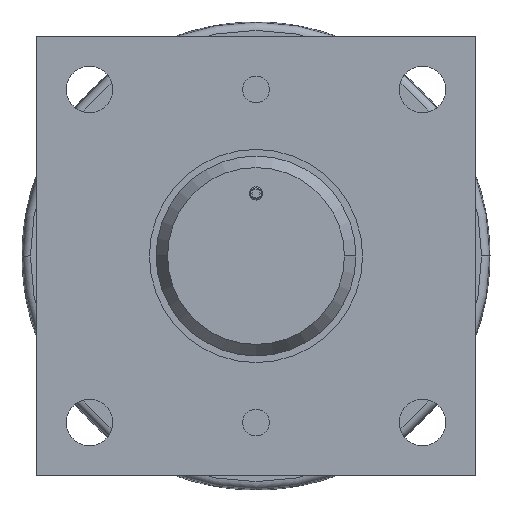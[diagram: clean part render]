
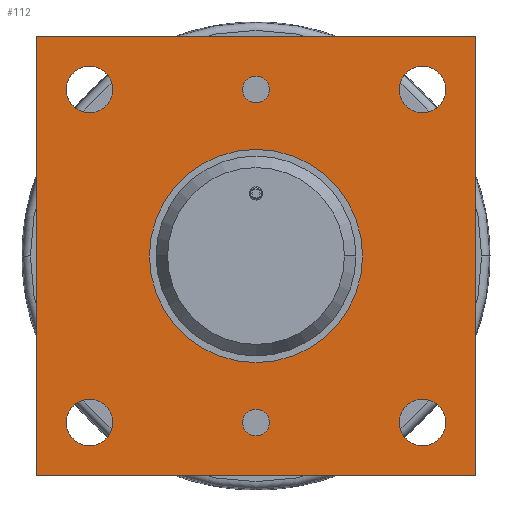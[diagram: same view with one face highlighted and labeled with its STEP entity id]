
A CAD part, left-side view. The second image highlights one B-rep face of the part: STEP entity #112.
In plain terms, the highlighted planar face has unit normal (-1, 0, 0).
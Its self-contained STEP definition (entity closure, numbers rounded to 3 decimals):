
#112=ADVANCED_FACE('',(#258,#259,#260,#261,#262,#263,#264,#265),#266,.F.);
#258=FACE_OUTER_BOUND('',#479,.T.);
#259=FACE_BOUND('',#480,.T.);
#260=FACE_BOUND('',#481,.T.);
#261=FACE_BOUND('',#482,.T.);
#262=FACE_BOUND('',#483,.T.);
#263=FACE_BOUND('',#484,.T.);
#264=FACE_BOUND('',#485,.T.);
#265=FACE_BOUND('',#486,.T.);
#266=PLANE('',#487);
#479=EDGE_LOOP('',(#924,#925,#926,#927));
#480=EDGE_LOOP('',(#928,#929));
#481=EDGE_LOOP('',(#930,#931));
#482=EDGE_LOOP('',(#932,#933));
#483=EDGE_LOOP('',(#934,#935));
#484=EDGE_LOOP('',(#936,#937));
#485=EDGE_LOOP('',(#938,#939));
#486=EDGE_LOOP('',(#940,#941));
#487=AXIS2_PLACEMENT_3D('',#942,#943,#944);
#924=ORIENTED_EDGE('',*,*,#1476,.F.);
#925=ORIENTED_EDGE('',*,*,#1477,.F.);
#926=ORIENTED_EDGE('',*,*,#1478,.F.);
#927=ORIENTED_EDGE('',*,*,#1479,.F.);
#928=ORIENTED_EDGE('',*,*,#1480,.F.);
#929=ORIENTED_EDGE('',*,*,#1475,.F.);
#930=ORIENTED_EDGE('',*,*,#1481,.F.);
#931=ORIENTED_EDGE('',*,*,#1482,.F.);
#932=ORIENTED_EDGE('',*,*,#1483,.F.);
#933=ORIENTED_EDGE('',*,*,#1484,.F.);
#934=ORIENTED_EDGE('',*,*,#1485,.F.);
#935=ORIENTED_EDGE('',*,*,#1486,.F.);
#936=ORIENTED_EDGE('',*,*,#1487,.F.);
#937=ORIENTED_EDGE('',*,*,#1488,.F.);
#938=ORIENTED_EDGE('',*,*,#1489,.T.);
#939=ORIENTED_EDGE('',*,*,#1490,.T.);
#940=ORIENTED_EDGE('',*,*,#1491,.T.);
#941=ORIENTED_EDGE('',*,*,#1492,.T.);
#942=CARTESIAN_POINT('',(0.0,0.0,0.0));
#943=DIRECTION('',(1.0,0.,0.));
#944=DIRECTION('',(0.,0.,-1.0));
#1475=EDGE_CURVE('',#1865,#1863,#1867,.T.);
#1476=EDGE_CURVE('',#1868,#1869,#1870,.T.);
#1477=EDGE_CURVE('',#1871,#1868,#1872,.T.);
#1478=EDGE_CURVE('',#1873,#1871,#1874,.T.);
#1479=EDGE_CURVE('',#1869,#1873,#1875,.T.);
#1480=EDGE_CURVE('',#1863,#1865,#1876,.F.);
#1481=EDGE_CURVE('',#1877,#1878,#1879,.F.);
#1482=EDGE_CURVE('',#1878,#1877,#1880,.F.);
#1483=EDGE_CURVE('',#1881,#1882,#1883,.F.);
#1484=EDGE_CURVE('',#1882,#1881,#1884,.F.);
#1485=EDGE_CURVE('',#1885,#1886,#1887,.F.);
#1486=EDGE_CURVE('',#1886,#1885,#1888,.F.);
#1487=EDGE_CURVE('',#1889,#1890,#1891,.F.);
#1488=EDGE_CURVE('',#1890,#1889,#1892,.F.);
#1489=EDGE_CURVE('',#1893,#1894,#1895,.T.);
#1490=EDGE_CURVE('',#1894,#1893,#1896,.T.);
#1491=EDGE_CURVE('',#1897,#1898,#1899,.T.);
#1492=EDGE_CURVE('',#1898,#1897,#1900,.T.);
#1863=VERTEX_POINT('',#2392);
#1865=VERTEX_POINT('',#2395);
#1867=CIRCLE('',#2398,8.75);
#1868=VERTEX_POINT('',#2399);
#1869=VERTEX_POINT('',#2400);
#1870=LINE('',#2401,#2402);
#1871=VERTEX_POINT('',#2403);
#1872=LINE('',#2404,#2405);
#1873=VERTEX_POINT('',#2406);
#1874=LINE('',#2407,#2408);
#1875=LINE('',#2409,#2410);
#1876=CIRCLE('',#2411,8.75);
#1877=VERTEX_POINT('',#2412);
#1878=VERTEX_POINT('',#2413);
#1879=CIRCLE('',#2414,8.75);
#1880=CIRCLE('',#2415,8.75);
#1881=VERTEX_POINT('',#2416);
#1882=VERTEX_POINT('',#2417);
#1883=CIRCLE('',#2418,8.75);
#1884=CIRCLE('',#2419,8.75);
#1885=VERTEX_POINT('',#2420);
#1886=VERTEX_POINT('',#2421);
#1887=CIRCLE('',#2422,8.75);
#1888=CIRCLE('',#2423,8.75);
#1889=VERTEX_POINT('',#2424);
#1890=VERTEX_POINT('',#2425);
#1891=CIRCLE('',#2426,40.0);
#1892=CIRCLE('',#2427,40.0);
#1893=VERTEX_POINT('',#2428);
#1894=VERTEX_POINT('',#2429);
#1895=CIRCLE('',#2430,5.0);
#1896=CIRCLE('',#2431,5.0);
#1897=VERTEX_POINT('',#2432);
#1898=VERTEX_POINT('',#2433);
#1899=CIRCLE('',#2434,5.0);
#1900=CIRCLE('',#2435,5.0);
#2392=CARTESIAN_POINT('',(0.,-62.5,-71.25));
#2395=CARTESIAN_POINT('',(0.,-62.5,-53.75));
#2398=AXIS2_PLACEMENT_3D('',#2904,#2905,#2906);
#2399=CARTESIAN_POINT('',(0.,-82.5,82.5));
#2400=CARTESIAN_POINT('',(0.,-82.5,-82.5));
#2401=CARTESIAN_POINT('',(0.,-82.5,41.25));
#2402=VECTOR('',#2907,1.0);
#2403=CARTESIAN_POINT('',(0.,82.5,82.5));
#2404=CARTESIAN_POINT('',(0.,41.25,82.5));
#2405=VECTOR('',#2908,1.0);
#2406=CARTESIAN_POINT('',(0.,82.5,-82.5));
#2407=CARTESIAN_POINT('',(0.,82.5,-41.25));
#2408=VECTOR('',#2909,1.0);
#2409=CARTESIAN_POINT('',(0.,-41.25,-82.5));
#2410=VECTOR('',#2910,1.0);
#2411=AXIS2_PLACEMENT_3D('',#2911,#2912,#2913);
#2412=CARTESIAN_POINT('',(0.,62.5,-71.25));
#2413=CARTESIAN_POINT('',(0.,62.5,-53.75));
#2414=AXIS2_PLACEMENT_3D('',#2914,#2915,#2916);
#2415=AXIS2_PLACEMENT_3D('',#2917,#2918,#2919);
#2416=CARTESIAN_POINT('',(0.,-62.5,53.75));
#2417=CARTESIAN_POINT('',(0.,-62.5,71.25));
#2418=AXIS2_PLACEMENT_3D('',#2920,#2921,#2922);
#2419=AXIS2_PLACEMENT_3D('',#2923,#2924,#2925);
#2420=CARTESIAN_POINT('',(0.,62.5,53.75));
#2421=CARTESIAN_POINT('',(0.,62.5,71.25));
#2422=AXIS2_PLACEMENT_3D('',#2926,#2927,#2928);
#2423=AXIS2_PLACEMENT_3D('',#2929,#2930,#2931);
#2424=CARTESIAN_POINT('',(0.,0.,-40.0));
#2425=CARTESIAN_POINT('',(0.,0.,40.0));
#2426=AXIS2_PLACEMENT_3D('',#2932,#2933,#2934);
#2427=AXIS2_PLACEMENT_3D('',#2935,#2936,#2937);
#2428=CARTESIAN_POINT('',(0.,0.,57.5));
#2429=CARTESIAN_POINT('',(0.,0.,67.5));
#2430=AXIS2_PLACEMENT_3D('',#2938,#2939,#2940);
#2431=AXIS2_PLACEMENT_3D('',#2941,#2942,#2943);
#2432=CARTESIAN_POINT('',(0.,0.,-67.5));
#2433=CARTESIAN_POINT('',(0.,0.,-57.5));
#2434=AXIS2_PLACEMENT_3D('',#2944,#2945,#2946);
#2435=AXIS2_PLACEMENT_3D('',#2947,#2948,#2949);
#2904=CARTESIAN_POINT('',(0.,-62.5,-62.5));
#2905=DIRECTION('',(-1.0,0.,0.));
#2906=DIRECTION('',(0.,0.,1.0));
#2907=DIRECTION('',(0.,0.,-1.0));
#2908=DIRECTION('',(0.0,-1.0,0.));
#2909=DIRECTION('',(0.,0.,1.0));
#2910=DIRECTION('',(0.0,1.0,0.));
#2911=CARTESIAN_POINT('',(0.,-62.5,-62.5));
#2912=DIRECTION('',(1.0,0.,0.));
#2913=DIRECTION('',(0.,0.,1.0));
#2914=CARTESIAN_POINT('',(0.,62.5,-62.5));
#2915=DIRECTION('',(1.0,0.,0.));
#2916=DIRECTION('',(0.,0.,1.0));
#2917=CARTESIAN_POINT('',(0.,62.5,-62.5));
#2918=DIRECTION('',(1.0,0.,0.));
#2919=DIRECTION('',(0.,0.,1.0));
#2920=CARTESIAN_POINT('',(0.,-62.5,62.5));
#2921=DIRECTION('',(1.0,0.,0.));
#2922=DIRECTION('',(0.,0.,1.0));
#2923=CARTESIAN_POINT('',(0.,-62.5,62.5));
#2924=DIRECTION('',(1.0,0.,0.));
#2925=DIRECTION('',(0.,0.,1.0));
#2926=CARTESIAN_POINT('',(0.,62.5,62.5));
#2927=DIRECTION('',(1.0,0.,0.));
#2928=DIRECTION('',(0.,0.,1.0));
#2929=CARTESIAN_POINT('',(0.,62.5,62.5));
#2930=DIRECTION('',(1.0,0.,0.));
#2931=DIRECTION('',(0.,0.,1.0));
#2932=CARTESIAN_POINT('',(0.0,0.0,0.0));
#2933=DIRECTION('',(1.0,0.,0.));
#2934=DIRECTION('',(0.,0.,1.0));
#2935=CARTESIAN_POINT('',(0.0,0.0,0.0));
#2936=DIRECTION('',(1.0,0.,0.));
#2937=DIRECTION('',(0.,0.,1.0));
#2938=CARTESIAN_POINT('',(0.,0.,62.5));
#2939=DIRECTION('',(1.0,0.,0.));
#2940=DIRECTION('',(0.,0.,1.0));
#2941=CARTESIAN_POINT('',(0.,0.,62.5));
#2942=DIRECTION('',(1.0,0.,0.));
#2943=DIRECTION('',(0.,0.,1.0));
#2944=CARTESIAN_POINT('',(0.,0.,-62.5));
#2945=DIRECTION('',(1.0,0.,0.));
#2946=DIRECTION('',(0.,0.,1.0));
#2947=CARTESIAN_POINT('',(0.,0.,-62.5));
#2948=DIRECTION('',(1.0,0.,0.));
#2949=DIRECTION('',(0.,0.,1.0));
